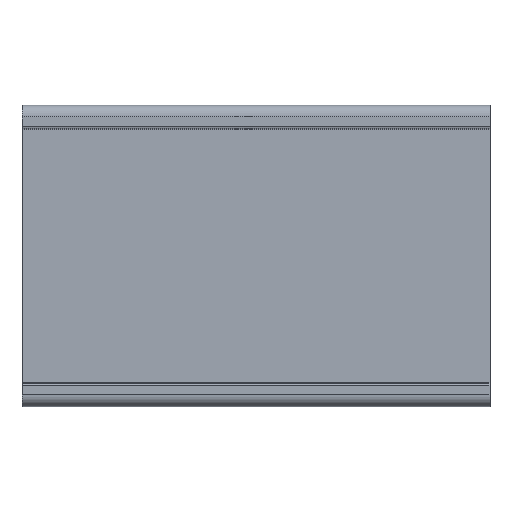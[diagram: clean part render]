
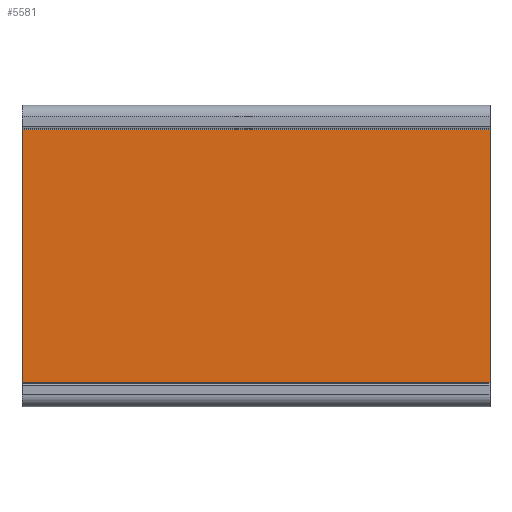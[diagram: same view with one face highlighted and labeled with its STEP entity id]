
A CAD part, top view. The second image highlights one B-rep face of the part: STEP entity #5581.
In plain terms, the highlighted planar face has unit normal (0, 0, 1).
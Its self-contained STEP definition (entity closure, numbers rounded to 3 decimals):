
#21 = EDGE_CURVE('',#22,#24,#26,.T.);
#22 = VERTEX_POINT('',#23);
#23 = CARTESIAN_POINT('',(160.,6.75,-10.957
    ));
#24 = VERTEX_POINT('',#25);
#25 = CARTESIAN_POINT('',(0.,6.75,
    -10.957));
#26 = LINE('',#27,#28);
#27 = CARTESIAN_POINT('',(160.,6.75,-10.957
    ));
#28 = VECTOR('',#29,1.);
#29 = DIRECTION('',(-1.,0.,0.));
#5554 = VERTEX_POINT('',#5555);
#5555 = CARTESIAN_POINT('',(160.,93.25,
    -10.957));
#5562 = EDGE_CURVE('',#5554,#5563,#5565,.T.);
#5563 = VERTEX_POINT('',#5564);
#5564 = CARTESIAN_POINT('',(0.,93.25,
    -10.957));
#5565 = LINE('',#5566,#5567);
#5566 = CARTESIAN_POINT('',(160.,93.25,
    -10.957));
#5567 = VECTOR('',#5568,1.);
#5568 = DIRECTION('',(-1.,0.,0.));
#5581 = ADVANCED_FACE('',(#5582),#5598,.T.);
#5582 = FACE_BOUND('',#5583,.T.);
#5583 = EDGE_LOOP('',(#5584,#5590,#5591,#5597));
#5584 = ORIENTED_EDGE('',*,*,#5585,.T.);
#5585 = EDGE_CURVE('',#5563,#24,#5586,.T.);
#5586 = LINE('',#5587,#5588);
#5587 = CARTESIAN_POINT('',(0.,93.25,
    -10.957));
#5588 = VECTOR('',#5589,1.);
#5589 = DIRECTION('',(0.,-1.,0.));
#5590 = ORIENTED_EDGE('',*,*,#21,.F.);
#5591 = ORIENTED_EDGE('',*,*,#5592,.T.);
#5592 = EDGE_CURVE('',#22,#5554,#5593,.T.);
#5593 = LINE('',#5594,#5595);
#5594 = CARTESIAN_POINT('',(160.,6.75,
    -10.957));
#5595 = VECTOR('',#5596,1.);
#5596 = DIRECTION('',(0.,1.,0.));
#5597 = ORIENTED_EDGE('',*,*,#5562,.T.);
#5598 = PLANE('',#5599);
#5599 = AXIS2_PLACEMENT_3D('',#5600,#5601,#5602);
#5600 = CARTESIAN_POINT('',(160.,93.25,
    -10.957));
#5601 = DIRECTION('',(0.,0.,1.));
#5602 = DIRECTION('',(1.,0.,0.));
